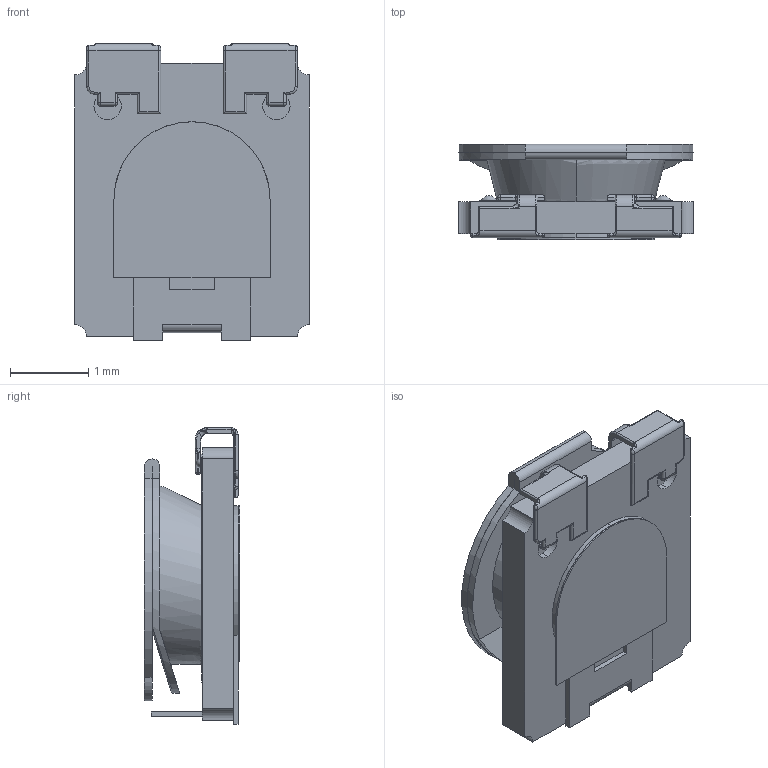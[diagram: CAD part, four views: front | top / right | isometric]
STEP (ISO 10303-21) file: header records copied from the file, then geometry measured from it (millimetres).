
FILE_DESCRIPTION (( 'STEP AP214' ), '1' );
FILE_NAME ('TC33X-2-103E.STEP', '2021-05-28T08:39:40', ( '' ), ( '' ), 'SwSTEP 2.0', 'SolidWorks 2018', '' );
FILE_SCHEMA (( 'AUTOMOTIVE_DESIGN' ));
Length unit declared in the file: millimetre
Products named in the file (1): TC33X-2-103E
Bounding box: 3 x 1.22 x 3.8 mm (x, y, z)
Volume: 7 mm3; surface area: 90.6 mm2
Topology: 8 solids, 8 shells, 362 faces, 906 edges, 554 vertices
Faces by surface type: cylinder 154, plane 144, torus 34, bspline 24, sphere 6
Entity records: 13989 total; most frequent: CARTESIAN_POINT 3113, ORIENTED_EDGE 1788, DIRECTION 1774, EDGE_CURVE 894, AXIS2_PLACEMENT_3D 638, VERTEX_POINT 554, LINE 498, VECTOR 498
